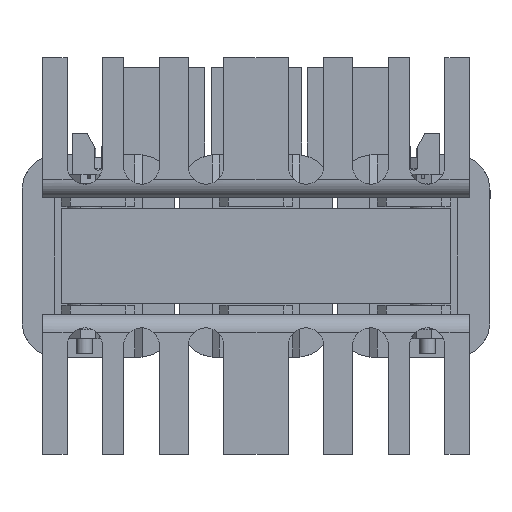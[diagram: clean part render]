
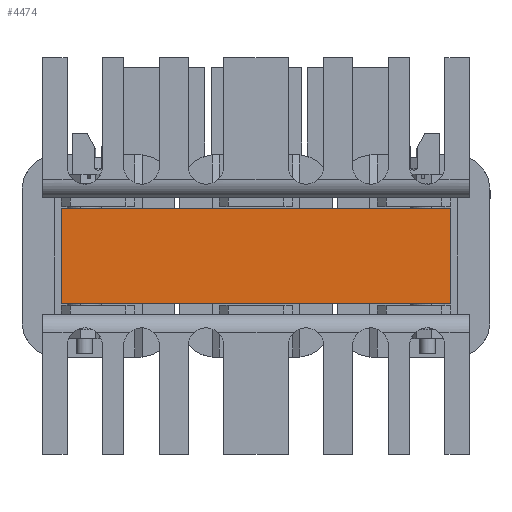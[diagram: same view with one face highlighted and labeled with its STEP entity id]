
A CAD part, front view. The second image highlights one B-rep face of the part: STEP entity #4474.
In plain terms, the highlighted planar face has unit normal (0, -1, 0).
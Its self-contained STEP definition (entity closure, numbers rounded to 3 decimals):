
#2489 = FACE_OUTER_BOUND ( 'NONE', #9078, .T. ) ;
#4474 = ADVANCED_FACE ( 'NONE', ( #2489 ), #15925, .F. ) ;
#5314 = VERTEX_POINT ( 'NONE', #30832 ) ;
#5315 = VERTEX_POINT ( 'NONE', #30833 ) ;
#5317 = VERTEX_POINT ( 'NONE', #30835 ) ;
#5318 = VERTEX_POINT ( 'NONE', #30836 ) ;
#9078 = EDGE_LOOP ( 'NONE', ( #18193, #18195, #18194, #18196 ) ) ;
#9287 = AXIS2_PLACEMENT_3D ( 'NONE', #15926, #15927, #15928 ) ;
#15925 = PLANE ( 'NONE',  #9287 ) ;
#15926 = CARTESIAN_POINT ( 'NONE',  ( 37.185, -48., -17.3 ) ) ;
#15927 = DIRECTION ( 'NONE',  ( 0., 1., 0. ) ) ;
#15928 = DIRECTION ( 'NONE',  ( 1., 0., 0. ) ) ;
#16901 = CARTESIAN_POINT ( 'NONE',  ( 37.185, -48., -17.3 ) ) ;
#16902 = DIRECTION ( 'NONE',  ( 0., 0., -1. ) ) ;
#16903 = CARTESIAN_POINT ( 'NONE',  ( -50.315, -48., -17.3 ) ) ;
#16904 = DIRECTION ( 'NONE',  ( 0., 0., -1. ) ) ;
#16905 = CARTESIAN_POINT ( 'NONE',  ( 37.185, -48., -17.3 ) ) ;
#16906 = DIRECTION ( 'NONE',  ( -1., 0., 0. ) ) ;
#16913 = CARTESIAN_POINT ( 'NONE',  ( 37.185, -48., 4.2 ) ) ;
#16914 = DIRECTION ( 'NONE',  ( -1., 0., 0. ) ) ;
#18193 = ORIENTED_EDGE ( 'NONE', *, *, #31269, .T. ) ;
#18194 = ORIENTED_EDGE ( 'NONE', *, *, #31268, .F. ) ;
#18195 = ORIENTED_EDGE ( 'NONE', *, *, #31270, .F. ) ;
#18196 = ORIENTED_EDGE ( 'NONE', *, *, #31274, .T. ) ;
#23539 = LINE ( 'NONE', #16905, #36201 ) ;
#23543 = LINE ( 'NONE', #16913, #36205 ) ;
#30832 = CARTESIAN_POINT ( 'NONE',  ( 37.185, -48., -17.3 ) ) ;
#30833 = CARTESIAN_POINT ( 'NONE',  ( -50.315, -48., -17.3 ) ) ;
#30835 = CARTESIAN_POINT ( 'NONE',  ( 37.185, -48., 4.2 ) ) ;
#30836 = CARTESIAN_POINT ( 'NONE',  ( -50.315, -48., 4.2 ) ) ;
#31268 = EDGE_CURVE ( 'NONE', #5317, #5314, #34856, .T. ) ;
#31269 = EDGE_CURVE ( 'NONE', #5318, #5315, #34857, .T. ) ;
#31270 = EDGE_CURVE ( 'NONE', #5314, #5315, #23539, .T. ) ;
#31274 = EDGE_CURVE ( 'NONE', #5317, #5318, #23543, .T. ) ;
#34856 = LINE ( 'NONE', #16901, #36199 ) ;
#34857 = LINE ( 'NONE', #16903, #36200 ) ;
#36199 = VECTOR ( 'NONE', #16902, 1000. ) ;
#36200 = VECTOR ( 'NONE', #16904, 1000. ) ;
#36201 = VECTOR ( 'NONE', #16906, 1000. ) ;
#36205 = VECTOR ( 'NONE', #16914, 1000. ) ;
